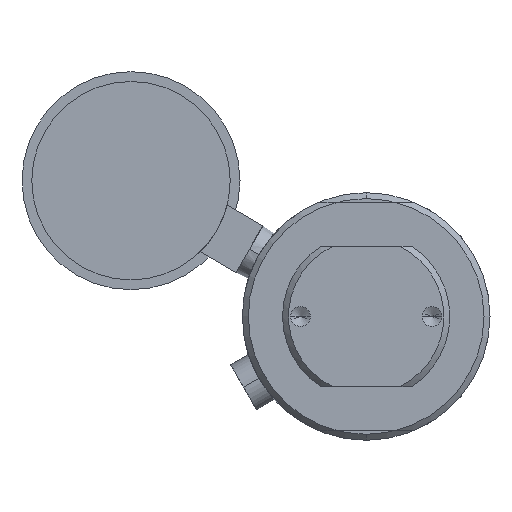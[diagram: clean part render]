
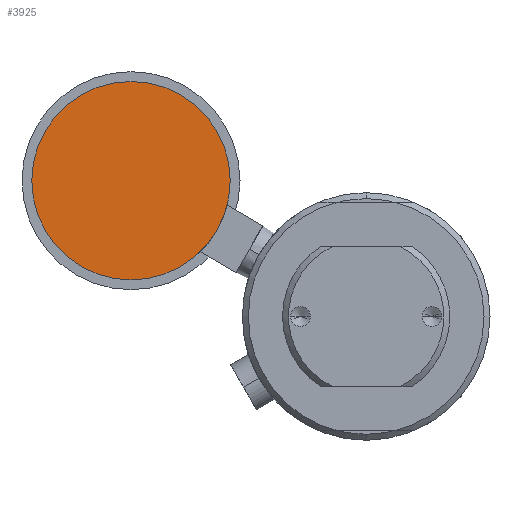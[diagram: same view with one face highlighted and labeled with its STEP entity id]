
A CAD part, front view. The second image highlights one B-rep face of the part: STEP entity #3925.
In plain terms, the highlighted face is planar.
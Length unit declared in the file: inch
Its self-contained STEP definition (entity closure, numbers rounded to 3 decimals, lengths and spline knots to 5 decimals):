
#3588=CARTESIAN_POINT('',(0.61,0.,0.));
#3589=DIRECTION('',(1.,0.,0.));
#3590=DIRECTION('',(0.,1.,0.));
#3591=AXIS2_PLACEMENT_3D('',#3588,#3589,#3590);
#3593=CARTESIAN_POINT('',(0.61,0.,0.));
#3594=DIRECTION('',(1.,0.,0.));
#3595=DIRECTION('',(0.,-1.,0.));
#3596=AXIS2_PLACEMENT_3D('',#3593,#3594,#3595);
#3710=CARTESIAN_POINT('',(0.61,1.0375,0.));
#3712=VERTEX_POINT('',#3710);
#3728=CARTESIAN_POINT('',(0.61,-1.0375,0.));
#3729=VERTEX_POINT('',#3728);
#3916=CARTESIAN_POINT('',(0.61,0.51875,0.));
#3917=DIRECTION('',(1.,0.,0.));
#3918=DIRECTION('',(0.,0.,-1.));
#3919=AXIS2_PLACEMENT_3D('',#3916,#3917,#3918);
#3920=PLANE('',#3919);
#3921=ORIENTED_EDGE('',*,*,#3885,.F.);
#3922=ORIENTED_EDGE('',*,*,#3911,.F.);
#3923=EDGE_LOOP('',(#3921,#3922));
#3924=FACE_OUTER_BOUND('',#3923,.F.);
#3925=ADVANCED_FACE('',(#3924),#3920,.T.);
#3592=CIRCLE('',#3591,1.0375);
#3597=CIRCLE('',#3596,1.0375);
#3885=EDGE_CURVE('',#3712,#3729,#3592,.T.);
#3911=EDGE_CURVE('',#3729,#3712,#3597,.T.);
